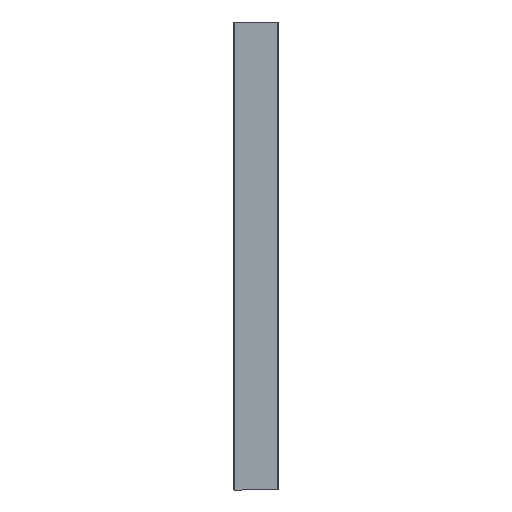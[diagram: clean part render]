
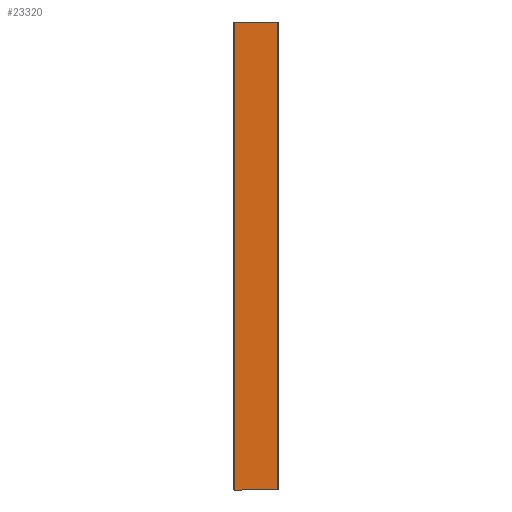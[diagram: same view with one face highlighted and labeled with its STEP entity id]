
A CAD part, front view. The second image highlights one B-rep face of the part: STEP entity #23320.
In plain terms, the highlighted planar face has unit normal (0, -1, 0).
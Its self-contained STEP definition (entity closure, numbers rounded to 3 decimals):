
#72 = PLANE ( 'NONE',  #2473 ) ;
#170 = LINE ( 'NONE', #7260, #487 ) ;
#201 = LINE ( 'NONE', #16803, #21026 ) ;
#273 = VECTOR ( 'NONE', #21326, 1000. ) ;
#487 = VECTOR ( 'NONE', #14618, 1000. ) ;
#503 = ORIENTED_EDGE ( 'NONE', *, *, #23529, .T. ) ;
#2082 = ORIENTED_EDGE ( 'NONE', *, *, #10912, .F. ) ;
#2141 = DIRECTION ( 'NONE',  ( 1., 0., 0. ) ) ;
#2224 = DIRECTION ( 'NONE',  ( -1., 0., 0. ) ) ;
#2313 = VERTEX_POINT ( 'NONE', #3100 ) ;
#2473 = AXIS2_PLACEMENT_3D ( 'NONE', #7405, #12371, #16191 ) ;
#2720 = CARTESIAN_POINT ( 'NONE',  ( 110.9, 0., 0. ) ) ;
#2819 = CARTESIAN_POINT ( 'NONE',  ( -112.5, 0., 0. ) ) ;
#3100 = CARTESIAN_POINT ( 'NONE',  ( 112.5, 0., 0. ) ) ;
#3279 = ORIENTED_EDGE ( 'NONE', *, *, #19006, .F. ) ;
#3965 = EDGE_CURVE ( 'NONE', #15739, #23191, #20090, .T. ) ;
#5132 = ORIENTED_EDGE ( 'NONE', *, *, #18550, .F. ) ;
#5641 = CARTESIAN_POINT ( 'NONE',  ( 110.9, 0., -2400. ) ) ;
#5989 = CARTESIAN_POINT ( 'NONE',  ( -112.5, 0., 0. ) ) ;
#6320 = CARTESIAN_POINT ( 'NONE',  ( 112.5, 0., -2400. ) ) ;
#7260 = CARTESIAN_POINT ( 'NONE',  ( 112.5, 0., -2400. ) ) ;
#7405 = CARTESIAN_POINT ( 'NONE',  ( -112.5, 0., -2400. ) ) ;
#8670 = CARTESIAN_POINT ( 'NONE',  ( -112.5, 0., -2400. ) ) ;
#8824 = CARTESIAN_POINT ( 'NONE',  ( -110.9, 0., 0. ) ) ;
#9372 = LINE ( 'NONE', #5641, #19421 ) ;
#9868 = VERTEX_POINT ( 'NONE', #8670 ) ;
#10093 = DIRECTION ( 'NONE',  ( -1., 0., 0. ) ) ;
#10144 = VECTOR ( 'NONE', #15924, 1000. ) ;
#10258 = VECTOR ( 'NONE', #17481, 1000. ) ;
#10912 = EDGE_CURVE ( 'NONE', #22282, #12156, #201, .T. ) ;
#11843 = CARTESIAN_POINT ( 'NONE',  ( -112.5, 0., -2400. ) ) ;
#11903 = LINE ( 'NONE', #8824, #17832 ) ;
#12126 = ORIENTED_EDGE ( 'NONE', *, *, #15852, .T. ) ;
#12141 = VECTOR ( 'NONE', #21341, 1000. ) ;
#12156 = VERTEX_POINT ( 'NONE', #14412 ) ;
#12171 = ORIENTED_EDGE ( 'NONE', *, *, #17343, .T. ) ;
#12371 = DIRECTION ( 'NONE',  ( 0., -1., 0. ) ) ;
#12602 = LINE ( 'NONE', #14048, #12141 ) ;
#14048 = CARTESIAN_POINT ( 'NONE',  ( -112.5, 0., -2400. ) ) ;
#14138 = CARTESIAN_POINT ( 'NONE',  ( -112.5, 0., 0. ) ) ;
#14412 = CARTESIAN_POINT ( 'NONE',  ( -110.9, 0., -2400. ) ) ;
#14618 = DIRECTION ( 'NONE',  ( 0., 0., 1. ) ) ;
#15685 = LINE ( 'NONE', #11843, #10258 ) ;
#15739 = VERTEX_POINT ( 'NONE', #21327 ) ;
#15852 = EDGE_CURVE ( 'NONE', #20319, #2313, #170, .T. ) ;
#15924 = DIRECTION ( 'NONE',  ( 1., 0., 0. ) ) ;
#16191 = DIRECTION ( 'NONE',  ( 0., 0., -1. ) ) ;
#16564 = ORIENTED_EDGE ( 'NONE', *, *, #21366, .F. ) ;
#16803 = CARTESIAN_POINT ( 'NONE',  ( 149.2, 0., -2400. ) ) ;
#17343 = EDGE_CURVE ( 'NONE', #22282, #20319, #9372, .T. ) ;
#17481 = DIRECTION ( 'NONE',  ( 0., 0., 1. ) ) ;
#17832 = VECTOR ( 'NONE', #10093, 1000. ) ;
#18289 = VERTEX_POINT ( 'NONE', #5989 ) ;
#18550 = EDGE_CURVE ( 'NONE', #23191, #2313, #19179, .T. ) ;
#18866 = EDGE_LOOP ( 'NONE', ( #2082, #12171, #12126, #5132, #19418, #503, #3279, #16564 ) ) ;
#19006 = EDGE_CURVE ( 'NONE', #9868, #18289, #15685, .T. ) ;
#19179 = LINE ( 'NONE', #2819, #273 ) ;
#19418 = ORIENTED_EDGE ( 'NONE', *, *, #3965, .F. ) ;
#19421 = VECTOR ( 'NONE', #2141, 1000. ) ;
#20009 = FACE_OUTER_BOUND ( 'NONE', #18866, .T. ) ;
#20090 = LINE ( 'NONE', #14138, #10144 ) ;
#20319 = VERTEX_POINT ( 'NONE', #6320 ) ;
#21026 = VECTOR ( 'NONE', #2224, 1000. ) ;
#21326 = DIRECTION ( 'NONE',  ( 1., 0., 0. ) ) ;
#21327 = CARTESIAN_POINT ( 'NONE',  ( -110.9, 0., 0. ) ) ;
#21341 = DIRECTION ( 'NONE',  ( -1., 0., 0. ) ) ;
#21366 = EDGE_CURVE ( 'NONE', #12156, #9868, #12602, .T. ) ;
#21815 = CARTESIAN_POINT ( 'NONE',  ( 110.9, 0., -2400. ) ) ;
#22282 = VERTEX_POINT ( 'NONE', #21815 ) ;
#23191 = VERTEX_POINT ( 'NONE', #2720 ) ;
#23320 = ADVANCED_FACE ( 'NONE', ( #20009 ), #72, .T. ) ;
#23529 = EDGE_CURVE ( 'NONE', #15739, #18289, #11903, .T. ) ;
